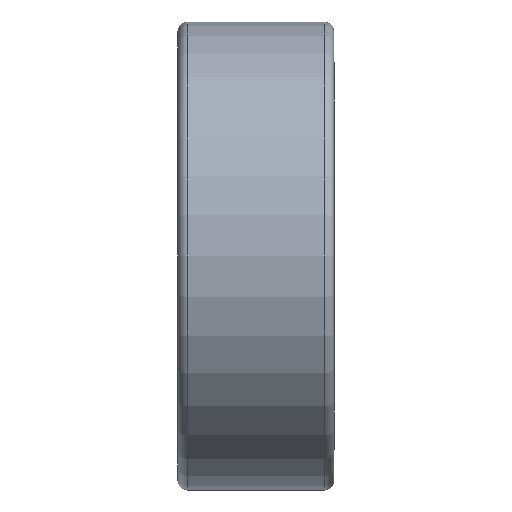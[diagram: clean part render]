
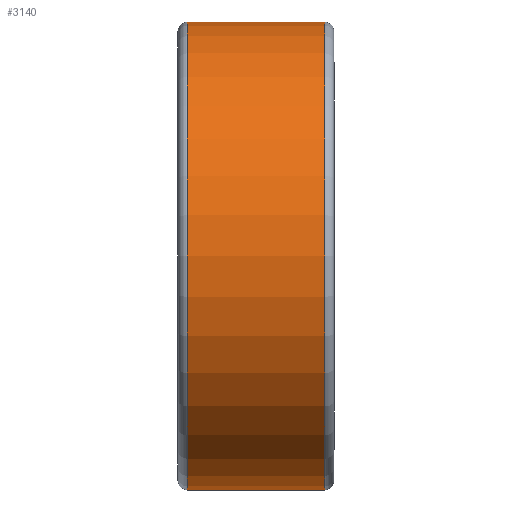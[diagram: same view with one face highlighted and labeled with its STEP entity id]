
A CAD part, front view. The second image highlights one B-rep face of the part: STEP entity #3140.
In plain terms, the highlighted cylindrical face has radius 75 mm (diameter 150 mm), a partial arc.
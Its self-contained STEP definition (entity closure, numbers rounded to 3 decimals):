
#58 = EDGE_CURVE ( 'NONE', #70, #2977, #3052, .T. ) ;
#62 = DIRECTION ( 'NONE',  ( 0., 0., 1. ) ) ;
#70 = VERTEX_POINT ( 'NONE', #1746 ) ;
#279 = AXIS2_PLACEMENT_3D ( 'NONE', #1211, #2253, #953 ) ;
#309 = DIRECTION ( 'NONE',  ( -1., 0., 0. ) ) ;
#334 = VERTEX_POINT ( 'NONE', #2451 ) ;
#381 = EDGE_LOOP ( 'NONE', ( #922, #2588, #2631, #580 ) ) ;
#514 = DIRECTION ( 'NONE',  ( 0., 0., 1. ) ) ;
#580 = ORIENTED_EDGE ( 'NONE', *, *, #1374, .F. ) ;
#811 = CYLINDRICAL_SURFACE ( 'NONE', #1516, 75. ) ;
#821 = DIRECTION ( 'NONE',  ( -1., 0., 0. ) ) ;
#922 = ORIENTED_EDGE ( 'NONE', *, *, #1358, .F. ) ;
#953 = DIRECTION ( 'NONE',  ( 0., 0., 1. ) ) ;
#1031 = CARTESIAN_POINT ( 'NONE',  ( 0., 0., 0. ) ) ;
#1057 = FACE_OUTER_BOUND ( 'NONE', #381, .T. ) ;
#1211 = CARTESIAN_POINT ( 'NONE',  ( 22., 0., 0. ) ) ;
#1260 = CARTESIAN_POINT ( 'NONE',  ( -22., 0., -75. ) ) ;
#1274 = CARTESIAN_POINT ( 'NONE',  ( 22., 0., 75. ) ) ;
#1345 = VECTOR ( 'NONE', #2800, 1000. ) ;
#1358 = EDGE_CURVE ( 'NONE', #70, #2191, #1639, .T. ) ;
#1374 = EDGE_CURVE ( 'NONE', #2191, #334, #2703, .T. ) ;
#1444 = CARTESIAN_POINT ( 'NONE',  ( 0., 0., 75. ) ) ;
#1516 = AXIS2_PLACEMENT_3D ( 'NONE', #1031, #2844, #514 ) ;
#1639 = LINE ( 'NONE', #2144, #2647 ) ;
#1746 = CARTESIAN_POINT ( 'NONE',  ( 22., 0., -75. ) ) ;
#2144 = CARTESIAN_POINT ( 'NONE',  ( 0., 0., -75. ) ) ;
#2191 = VERTEX_POINT ( 'NONE', #1260 ) ;
#2249 = LINE ( 'NONE', #1444, #1345 ) ;
#2253 = DIRECTION ( 'NONE',  ( -1., 0., 0. ) ) ;
#2451 = CARTESIAN_POINT ( 'NONE',  ( -22., 0., 75. ) ) ;
#2492 = AXIS2_PLACEMENT_3D ( 'NONE', #2637, #309, #62 ) ;
#2588 = ORIENTED_EDGE ( 'NONE', *, *, #58, .T. ) ;
#2609 = EDGE_CURVE ( 'NONE', #2977, #334, #2249, .T. ) ;
#2631 = ORIENTED_EDGE ( 'NONE', *, *, #2609, .T. ) ;
#2637 = CARTESIAN_POINT ( 'NONE',  ( -22., 0., 0. ) ) ;
#2647 = VECTOR ( 'NONE', #821, 1000. ) ;
#2703 = CIRCLE ( 'NONE', #2492, 75. ) ;
#2800 = DIRECTION ( 'NONE',  ( -1., 0., 0. ) ) ;
#2844 = DIRECTION ( 'NONE',  ( -1., 0., 0. ) ) ;
#2977 = VERTEX_POINT ( 'NONE', #1274 ) ;
#3052 = CIRCLE ( 'NONE', #279, 75. ) ;
#3140 = ADVANCED_FACE ( 'NONE', ( #1057 ), #811, .T. ) ;
